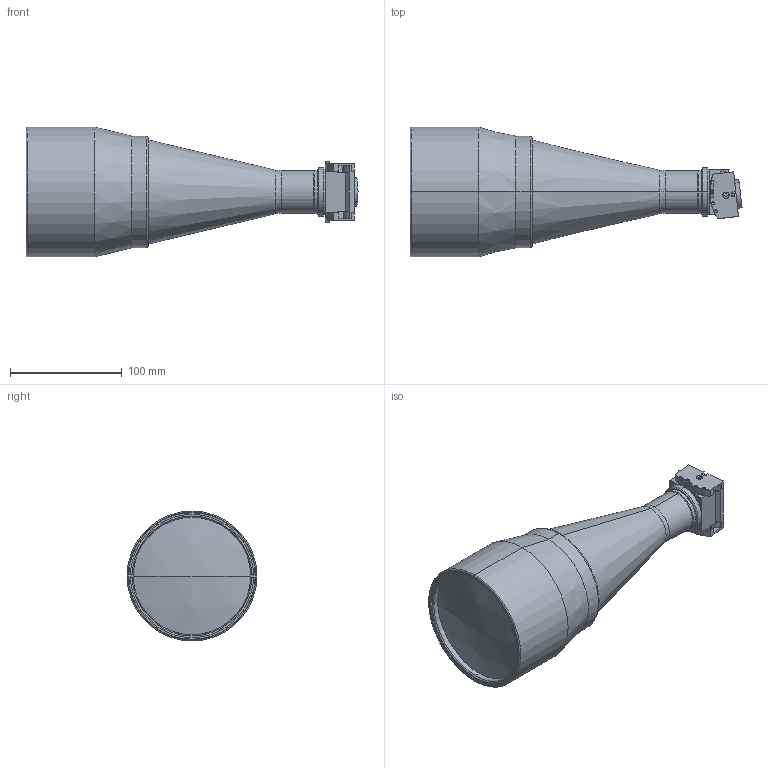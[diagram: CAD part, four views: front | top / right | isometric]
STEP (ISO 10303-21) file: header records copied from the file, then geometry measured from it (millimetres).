
FILE_DESCRIPTION (( 'STEP AP214' ), '1' );
FILE_NAME ('TCSM080.STEP', '2015-10-08T10:45:17', ( '' ), ( '' ), 'SwSTEP 2.0', 'SolidWorks 2013', '' );
FILE_SCHEMA (( 'AUTOMOTIVE_DESIGN' ));
Length unit declared in the file: millimetre
Products named in the file (1): TCSM080
Bounding box: 296.65 x 116 x 116 mm (x, y, z)
Surface area: 111034.9 mm2 (no closed solid volume)
Topology: 0 solids, 22 shells, 259 faces, 950 edges, 706 vertices
Faces by surface type: cylinder 115, plane 104, cone 23, torus 12, bspline 3, sphere 2
Entity records: 13703 total; most frequent: CARTESIAN_POINT 2574, DIRECTION 1838, ORIENTED_EDGE 1489, EDGE_CURVE 950, VERTEX_POINT 706, AXIS2_PLACEMENT_3D 695, LINE 448, VECTOR 448
